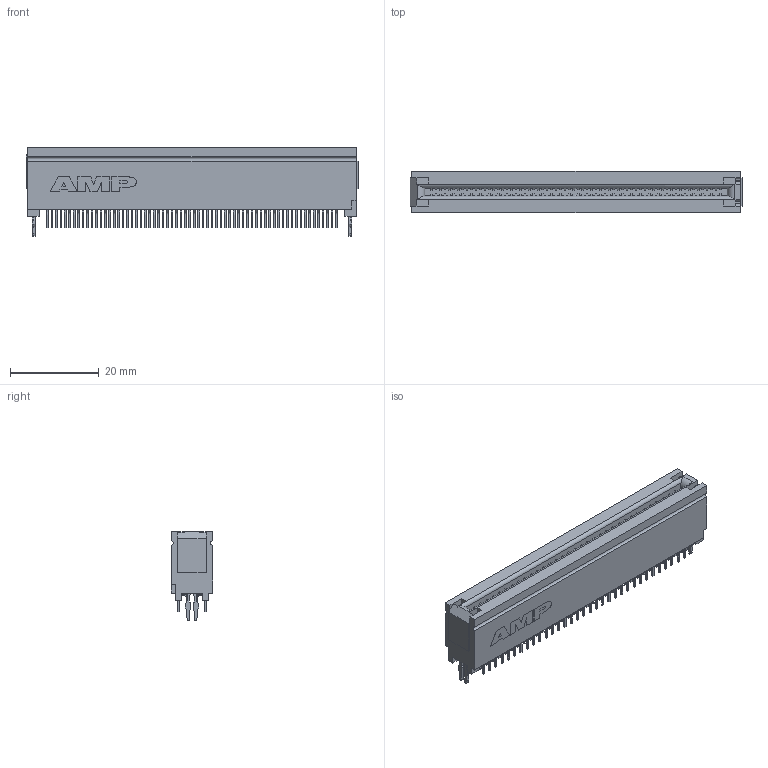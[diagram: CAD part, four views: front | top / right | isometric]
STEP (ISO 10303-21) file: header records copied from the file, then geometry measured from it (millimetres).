
FILE_DESCRIPTION((''),'2;1');
FILE_NAME('C-5145376-2','2009-05-30T',('workeradm'),(''),'PRO/ENGINEER BY PARAMETRIC TECHNOLOGY CORPORATION, 2008380','PRO/ENGINEER BY PARAMETRIC TECHNOLOGY CORPORATION, 2008380','');
FILE_SCHEMA(('AUTOMOTIVE_DESIGN { 1 0 10303 214 1 1 1 1 }'));
Length unit declared in the file: millimetre
Products named in the file (1): C-5145376-2
Bounding box: 74.7 x 9.42 x 19.97 mm (x, y, z)
Volume: 8316.5 mm3; surface area: 6559 mm2
Topology: 1 solids, 1 shells, 2033 faces, 5267 edges, 3510 vertices
Faces by surface type: plane 1330, cylinder 701, extrusion 2
Entity records: 62192 total; most frequent: CARTESIAN_POINT 10872, DIRECTION 10721, ORIENTED_EDGE 10534, EDGE_CURVE 5267, VECTOR 3863, LINE 3861, VERTEX_POINT 3510, AXIS2_PLACEMENT_3D 3429
